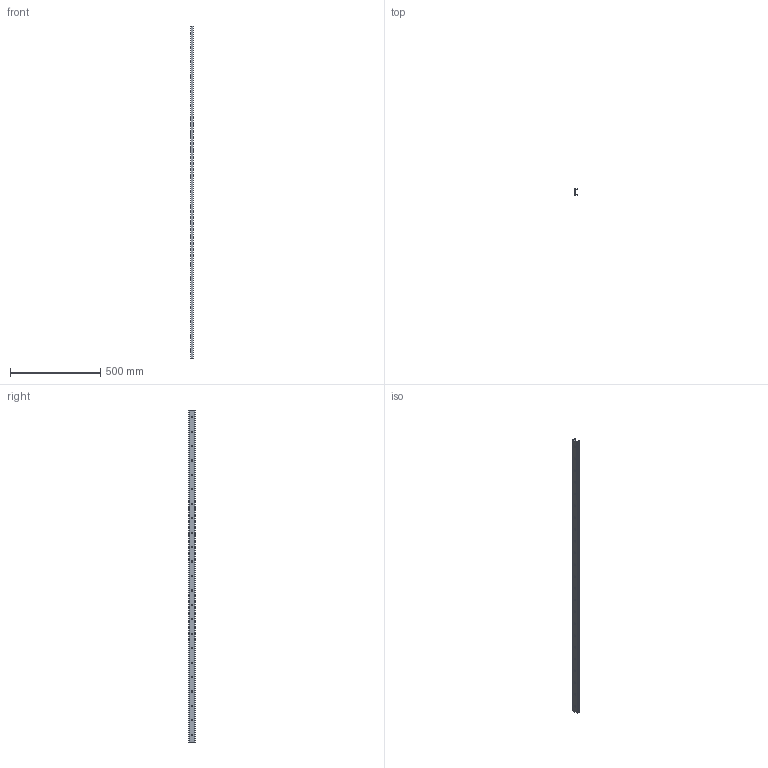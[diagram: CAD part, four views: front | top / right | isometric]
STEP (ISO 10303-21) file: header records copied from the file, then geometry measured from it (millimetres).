
FILE_DESCRIPTION(/* description */ ('Alibre Inc.'),/* implementation_level */ '2;1');
FILE_NAME(/* name */ 'export0',/* time_stamp */ '2010-12-08T16:53:30+01:00',/* author */ (''),/* organization */ (''),/* preprocessor_version */ 'ST-DEVELOPER v10',/* originating_system */ 'Alibre',/* authorisation */ '');
FILE_SCHEMA (('AUTOMOTIVE_DESIGN'));
Length unit declared in the file: millimetre
Bounding box: 16.5 x 35 x 1840 mm (x, y, z)
Volume: 400383.3 mm3; surface area: 231645.6 mm2
Topology: 1 solids, 1 shells, 74 faces, 216 edges, 144 vertices
Faces by surface type: cylinder 36, cone 23, plane 15
Full cylindrical faces by diameter (mm): 6.6 x23
Entity records: 2150 total; most frequent: DIRECTION 375, CARTESIAN_POINT 342, ORIENTED_EDGE 294, AXIS2_PLACEMENT_3D 169, EDGE_LOOP 166, FACE_BOUND 166, EDGE_CURVE 147, VERTEX_POINT 121
